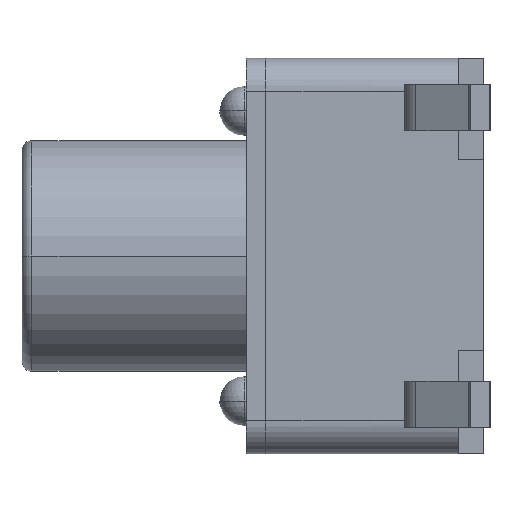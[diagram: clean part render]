
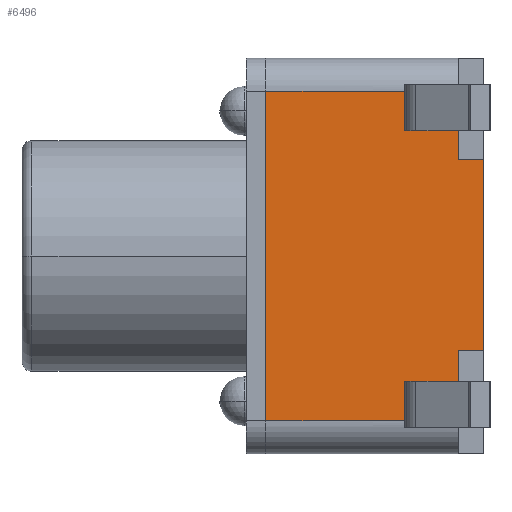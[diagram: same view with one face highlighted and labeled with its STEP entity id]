
A CAD part, left-side view. The second image highlights one B-rep face of the part: STEP entity #6496.
In plain terms, the highlighted planar face has unit normal (-1, 0, 0).
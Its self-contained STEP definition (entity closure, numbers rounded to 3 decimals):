
#97 = ORIENTED_EDGE ( 'NONE', *, *, #3028, .T. ) ;
#132 = EDGE_CURVE ( 'NONE', #5414, #1366, #4508, .T. ) ;
#165 = CARTESIAN_POINT ( 'NONE',  ( -3., 3.4, -2.5 ) ) ;
#190 = DIRECTION ( 'NONE',  ( 0., 0., -1. ) ) ;
#240 = DIRECTION ( 'NONE',  ( 0., 0., 1. ) ) ;
#252 = DIRECTION ( 'NONE',  ( 0., 0., 1. ) ) ;
#272 = VERTEX_POINT ( 'NONE', #2074 ) ;
#318 = CARTESIAN_POINT ( 'NONE',  ( -3., 1., 2.6 ) ) ;
#356 = CARTESIAN_POINT ( 'NONE',  ( -3., 3.7, 2.5 ) ) ;
#366 = DIRECTION ( 'NONE',  ( 0., -1., 0. ) ) ;
#392 = VERTEX_POINT ( 'NONE', #2002 ) ;
#414 = ORIENTED_EDGE ( 'NONE', *, *, #4674, .F. ) ;
#468 = ORIENTED_EDGE ( 'NONE', *, *, #823, .T. ) ;
#568 = DIRECTION ( 'NONE',  ( 0., -1., 0. ) ) ;
#655 = VECTOR ( 'NONE', #5774, 1000. ) ;
#689 = EDGE_CURVE ( 'NONE', #5605, #7121, #2527, .T. ) ;
#726 = ORIENTED_EDGE ( 'NONE', *, *, #689, .F. ) ;
#759 = ORIENTED_EDGE ( 'NONE', *, *, #3160, .F. ) ;
#803 = VECTOR ( 'NONE', #3053, 1000. ) ;
#809 = LINE ( 'NONE', #6592, #2809 ) ;
#823 = EDGE_CURVE ( 'NONE', #6766, #5414, #2828, .T. ) ;
#881 = CARTESIAN_POINT ( 'NONE',  ( -3., 1.3, 2.635 ) ) ;
#991 = VECTOR ( 'NONE', #252, 1000. ) ;
#992 = VERTEX_POINT ( 'NONE', #5912 ) ;
#1042 = DIRECTION ( 'NONE',  ( 0., -1., 0. ) ) ;
#1118 = CARTESIAN_POINT ( 'NONE',  ( -3., 0.48, -2.5 ) ) ;
#1189 = VERTEX_POINT ( 'NONE', #5047 ) ;
#1243 = ORIENTED_EDGE ( 'NONE', *, *, #7474, .T. ) ;
#1263 = CARTESIAN_POINT ( 'NONE',  ( -3., 1., -2.6 ) ) ;
#1273 = VERTEX_POINT ( 'NONE', #4433 ) ;
#1366 = VERTEX_POINT ( 'NONE', #4015 ) ;
#1625 = LINE ( 'NONE', #6313, #3277 ) ;
#1745 = CARTESIAN_POINT ( 'NONE',  ( -3., 1., -2.5 ) ) ;
#1793 = DIRECTION ( 'NONE',  ( 0., 1., 0. ) ) ;
#1836 = ORIENTED_EDGE ( 'NONE', *, *, #2757, .F. ) ;
#1851 = VECTOR ( 'NONE', #3636, 1000. ) ;
#1903 = LINE ( 'NONE', #6671, #1851 ) ;
#1968 = CARTESIAN_POINT ( 'NONE',  ( -3., 1., -1.865 ) ) ;
#2002 = CARTESIAN_POINT ( 'NONE',  ( -3., 1.3, 2.5 ) ) ;
#2008 = LINE ( 'NONE', #1968, #6794 ) ;
#2020 = CARTESIAN_POINT ( 'NONE',  ( -3., 0.48, -2.5 ) ) ;
#2074 = CARTESIAN_POINT ( 'NONE',  ( -3., 3.4, 2.5 ) ) ;
#2086 = EDGE_CURVE ( 'NONE', #2841, #992, #6305, .T. ) ;
#2252 = VECTOR ( 'NONE', #6238, 1000. ) ;
#2300 = LINE ( 'NONE', #1118, #3756 ) ;
#2385 = VECTOR ( 'NONE', #3224, 1000. ) ;
#2447 = LINE ( 'NONE', #2484, #6319 ) ;
#2484 = CARTESIAN_POINT ( 'NONE',  ( -3., 0.48, 1.46 ) ) ;
#2527 = LINE ( 'NONE', #5415, #991 ) ;
#2652 = EDGE_CURVE ( 'NONE', #7121, #6424, #2935, .T. ) ;
#2757 = EDGE_CURVE ( 'NONE', #2841, #1189, #1903, .T. ) ;
#2795 = CARTESIAN_POINT ( 'NONE',  ( -3., -0.065, 2.6 ) ) ;
#2809 = VECTOR ( 'NONE', #3150, 1000. ) ;
#2828 = LINE ( 'NONE', #5604, #3197 ) ;
#2841 = VERTEX_POINT ( 'NONE', #318 ) ;
#2935 = LINE ( 'NONE', #7057, #5272 ) ;
#3028 = EDGE_CURVE ( 'NONE', #272, #6424, #809, .T. ) ;
#3053 = DIRECTION ( 'NONE',  ( 0., 0., 1. ) ) ;
#3150 = DIRECTION ( 'NONE',  ( 0., 0., -1. ) ) ;
#3160 = EDGE_CURVE ( 'NONE', #4728, #7157, #3890, .T. ) ;
#3197 = VECTOR ( 'NONE', #366, 1000. ) ;
#3224 = DIRECTION ( 'NONE',  ( 0., 0., 1. ) ) ;
#3259 = EDGE_CURVE ( 'NONE', #392, #992, #4965, .T. ) ;
#3277 = VECTOR ( 'NONE', #1042, 1000. ) ;
#3417 = LINE ( 'NONE', #3995, #803 ) ;
#3453 = ORIENTED_EDGE ( 'NONE', *, *, #132, .T. ) ;
#3457 = DIRECTION ( 'NONE',  ( 0., 0., 1. ) ) ;
#3567 = ORIENTED_EDGE ( 'NONE', *, *, #3773, .F. ) ;
#3634 = CARTESIAN_POINT ( 'NONE',  ( -3., 0.48, -1.44 ) ) ;
#3636 = DIRECTION ( 'NONE',  ( 0., 0., -1. ) ) ;
#3686 = ORIENTED_EDGE ( 'NONE', *, *, #3259, .F. ) ;
#3737 = CARTESIAN_POINT ( 'NONE',  ( -3., 0.48, -2.5 ) ) ;
#3756 = VECTOR ( 'NONE', #3457, 1000. ) ;
#3773 = EDGE_CURVE ( 'NONE', #1273, #1366, #2447, .T. ) ;
#3775 = ORIENTED_EDGE ( 'NONE', *, *, #2086, .T. ) ;
#3848 = CARTESIAN_POINT ( 'NONE',  ( -3., 0.48, -2.5 ) ) ;
#3879 = VECTOR ( 'NONE', #6392, 1000. ) ;
#3884 = ORIENTED_EDGE ( 'NONE', *, *, #6448, .F. ) ;
#3890 = LINE ( 'NONE', #3848, #2252 ) ;
#3995 = CARTESIAN_POINT ( 'NONE',  ( -3., 0.48, 1.46 ) ) ;
#4005 = CARTESIAN_POINT ( 'NONE',  ( -3., 0.1, -1.44 ) ) ;
#4015 = CARTESIAN_POINT ( 'NONE',  ( -3., 0.1, 1.46 ) ) ;
#4032 = LINE ( 'NONE', #4250, #3879 ) ;
#4250 = CARTESIAN_POINT ( 'NONE',  ( -3., 1., 2.5 ) ) ;
#4303 = VERTEX_POINT ( 'NONE', #4939 ) ;
#4401 = VECTOR ( 'NONE', #7489, 1000. ) ;
#4433 = CARTESIAN_POINT ( 'NONE',  ( -3., 0.48, 1.46 ) ) ;
#4486 = EDGE_CURVE ( 'NONE', #272, #392, #6207, .T. ) ;
#4508 = LINE ( 'NONE', #4005, #655 ) ;
#4660 = CARTESIAN_POINT ( 'NONE',  ( -3., 1.3, -2.5 ) ) ;
#4674 = EDGE_CURVE ( 'NONE', #7157, #5317, #2008, .T. ) ;
#4728 = VERTEX_POINT ( 'NONE', #3737 ) ;
#4939 = CARTESIAN_POINT ( 'NONE',  ( -3., 0.48, 2.5 ) ) ;
#4965 = LINE ( 'NONE', #881, #2385 ) ;
#5041 = DIRECTION ( 'NONE',  ( 0., -1., 0. ) ) ;
#5047 = CARTESIAN_POINT ( 'NONE',  ( -3., 1., 2.5 ) ) ;
#5096 = AXIS2_PLACEMENT_3D ( 'NONE', #2020, #6787, #240 ) ;
#5105 = ORIENTED_EDGE ( 'NONE', *, *, #4486, .F. ) ;
#5272 = VECTOR ( 'NONE', #1793, 1000. ) ;
#5317 = VERTEX_POINT ( 'NONE', #1263 ) ;
#5414 = VERTEX_POINT ( 'NONE', #6674 ) ;
#5415 = CARTESIAN_POINT ( 'NONE',  ( -3., 1.3, -1.865 ) ) ;
#5604 = CARTESIAN_POINT ( 'NONE',  ( -3., 0.48, -1.44 ) ) ;
#5605 = VERTEX_POINT ( 'NONE', #5708 ) ;
#5634 = FACE_OUTER_BOUND ( 'NONE', #6830, .T. ) ;
#5708 = CARTESIAN_POINT ( 'NONE',  ( -3., 1.3, -2.6 ) ) ;
#5774 = DIRECTION ( 'NONE',  ( 0., 0., 1. ) ) ;
#5833 = ORIENTED_EDGE ( 'NONE', *, *, #2652, .F. ) ;
#5912 = CARTESIAN_POINT ( 'NONE',  ( -3., 1.3, 2.6 ) ) ;
#6207 = LINE ( 'NONE', #356, #6434 ) ;
#6238 = DIRECTION ( 'NONE',  ( 0., 1., 0. ) ) ;
#6305 = LINE ( 'NONE', #2795, #4401 ) ;
#6313 = CARTESIAN_POINT ( 'NONE',  ( -3., 1.365, -2.6 ) ) ;
#6319 = VECTOR ( 'NONE', #568, 1000. ) ;
#6381 = EDGE_CURVE ( 'NONE', #1273, #4303, #3417, .T. ) ;
#6392 = DIRECTION ( 'NONE',  ( 0., -1., 0. ) ) ;
#6424 = VERTEX_POINT ( 'NONE', #165 ) ;
#6434 = VECTOR ( 'NONE', #5041, 1000. ) ;
#6448 = EDGE_CURVE ( 'NONE', #1189, #4303, #4032, .T. ) ;
#6461 = EDGE_CURVE ( 'NONE', #4728, #6766, #2300, .T. ) ;
#6496 = ADVANCED_FACE ( 'NONE', ( #5634 ), #6675, .T. ) ;
#6592 = CARTESIAN_POINT ( 'NONE',  ( -3., 3.4, -2.5 ) ) ;
#6671 = CARTESIAN_POINT ( 'NONE',  ( -3., 1., 2.635 ) ) ;
#6674 = CARTESIAN_POINT ( 'NONE',  ( -3., 0.1, -1.44 ) ) ;
#6675 = PLANE ( 'NONE',  #5096 ) ;
#6766 = VERTEX_POINT ( 'NONE', #3634 ) ;
#6787 = DIRECTION ( 'NONE',  ( -1., 0., 0. ) ) ;
#6794 = VECTOR ( 'NONE', #190, 1000. ) ;
#6830 = EDGE_LOOP ( 'NONE', ( #5105, #97, #5833, #726, #1243, #414, #759, #7626, #468, #3453, #3567, #7202, #3884, #1836, #3775, #3686 ) ) ;
#7057 = CARTESIAN_POINT ( 'NONE',  ( -3., 1.3, -2.5 ) ) ;
#7121 = VERTEX_POINT ( 'NONE', #4660 ) ;
#7157 = VERTEX_POINT ( 'NONE', #1745 ) ;
#7202 = ORIENTED_EDGE ( 'NONE', *, *, #6381, .T. ) ;
#7474 = EDGE_CURVE ( 'NONE', #5605, #5317, #1625, .T. ) ;
#7489 = DIRECTION ( 'NONE',  ( 0., 1., 0. ) ) ;
#7626 = ORIENTED_EDGE ( 'NONE', *, *, #6461, .T. ) ;
